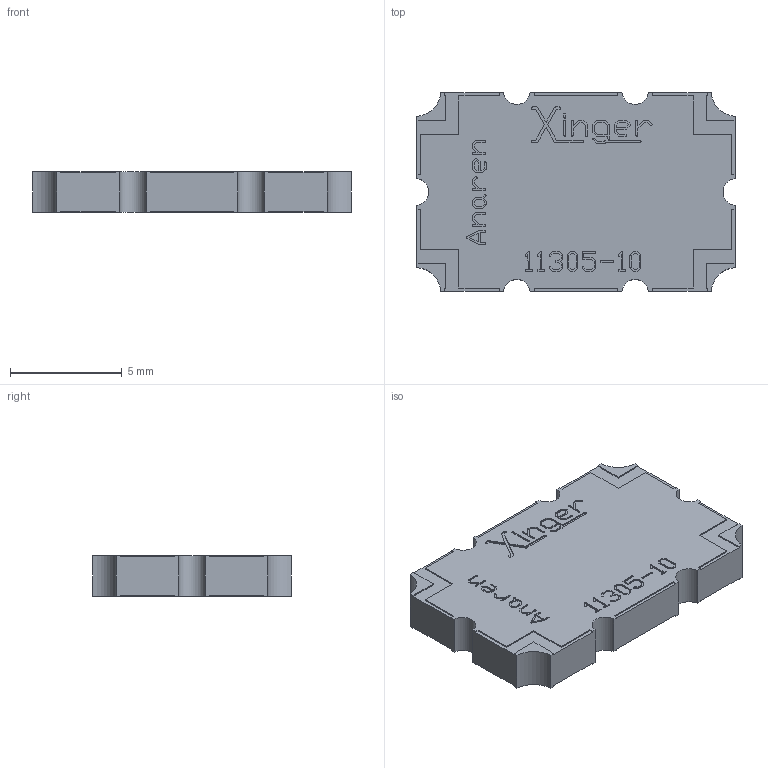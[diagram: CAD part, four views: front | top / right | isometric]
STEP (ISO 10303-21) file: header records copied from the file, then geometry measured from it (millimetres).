
FILE_DESCRIPTION (( 'STEP AP203' ), '1' );
FILE_NAME ('11305-10.STEP', '2025-07-07T15:04:50', ( '' ), ( '' ), 'SwSTEP 2.0', 'SolidWorks 2023', '' );
FILE_SCHEMA (( 'CONFIG_CONTROL_DESIGN' ));
Length unit declared in the file: inch
Products named in the file (1): 11305-10
Bounding box: 14.22 x 8.89 x 1.8 mm (x, y, z)
Volume: 215.1 mm3; surface area: 336.5 mm2
Topology: 1 solids, 1 shells, 1174 faces, 3348 edges, 2232 vertices
Faces by surface type: plane 788, cylinder 386
Entity records: 38263 total; most frequent: CARTESIAN_POINT 6755, ORIENTED_EDGE 6696, DIRECTION 6470, EDGE_CURVE 3348, LINE 2576, VECTOR 2576, VERTEX_POINT 2232, AXIS2_PLACEMENT_3D 1947
